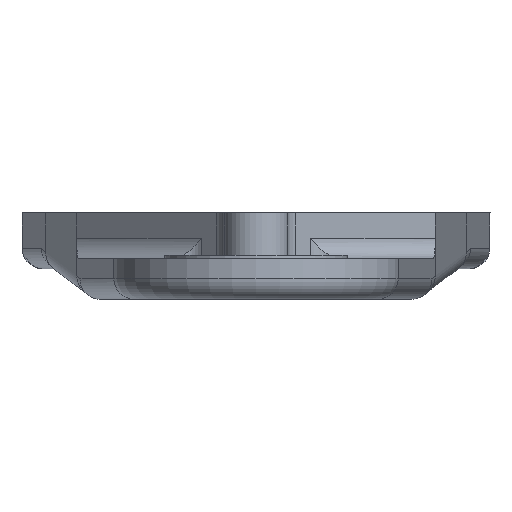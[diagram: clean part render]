
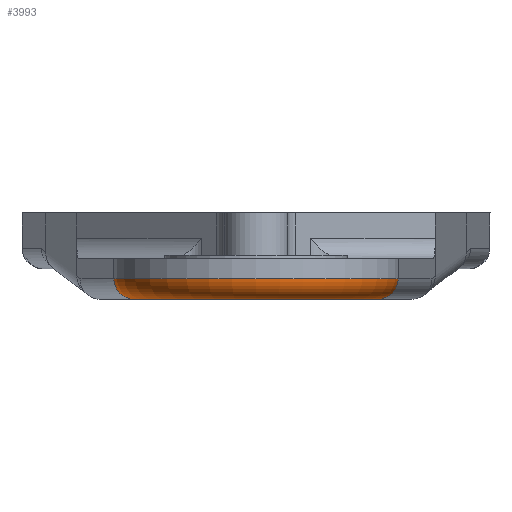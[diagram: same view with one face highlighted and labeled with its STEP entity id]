
A CAD part, front view. The second image highlights one B-rep face of the part: STEP entity #3993.
In plain terms, the highlighted toroidal (fillet/blend) face has major radius 12 mm and minor radius 2 mm.
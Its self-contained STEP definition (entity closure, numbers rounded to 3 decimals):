
#37=TOROIDAL_SURFACE('',#4546,12.,2.);
#994=FACE_OUTER_BOUND('',#1268,.T.);
#1268=EDGE_LOOP('',(#3706,#3707,#3708,#3709));
#1612=CIRCLE('',#4534,14.);
#1613=CIRCLE('',#4540,12.);
#1616=CIRCLE('',#4544,2.);
#1617=CIRCLE('',#4547,2.);
#1981=VERTEX_POINT('',#7439);
#1982=VERTEX_POINT('',#7440);
#1986=VERTEX_POINT('',#7456);
#1987=VERTEX_POINT('',#7458);
#2558=EDGE_CURVE('',#1981,#1982,#1612,.T.);
#2568=EDGE_CURVE('',#1987,#1986,#1613,.T.);
#2572=EDGE_CURVE('',#1986,#1981,#1616,.T.);
#2574=EDGE_CURVE('',#1987,#1982,#1617,.T.);
#3706=ORIENTED_EDGE('',*,*,#2572,.T.);
#3707=ORIENTED_EDGE('',*,*,#2558,.T.);
#3708=ORIENTED_EDGE('',*,*,#2574,.F.);
#3709=ORIENTED_EDGE('',*,*,#2568,.T.);
#3993=ADVANCED_FACE('',(#994),#37,.T.);
#4534=AXIS2_PLACEMENT_3D('',#7441,#5816,#5817);
#4540=AXIS2_PLACEMENT_3D('',#7459,#5835,#5836);
#4544=AXIS2_PLACEMENT_3D('',#7474,#5844,#5845);
#4546=AXIS2_PLACEMENT_3D('',#7476,#5848,#5849);
#4547=AXIS2_PLACEMENT_3D('',#7477,#5850,#5851);
#5816=DIRECTION('center_axis',(0.,0.,
-1.));
#5817=DIRECTION('ref_axis',(0.,-1.,0.));
#5835=DIRECTION('center_axis',(0.,0.,
1.));
#5836=DIRECTION('ref_axis',(0.,-1.,0.));
#5844=DIRECTION('center_axis',(-0.054,-0.999,0.));
#5845=DIRECTION('ref_axis',(0.,0.,
-1.));
#5848=DIRECTION('center_axis',(0.,0.,
1.));
#5849=DIRECTION('ref_axis',(1.,0.,0.));
#5850=DIRECTION('center_axis',(-0.054,0.999,0.));
#5851=DIRECTION('ref_axis',(0.,0.,
-1.));
#7439=CARTESIAN_POINT('',(13.98,-200.747,-19.923));
#7440=CARTESIAN_POINT('',(-13.98,-200.747,-19.923));
#7441=CARTESIAN_POINT('Origin',(0.,-199.996,
-19.923));
#7456=CARTESIAN_POINT('',(11.983,-200.64,-21.923));
#7458=CARTESIAN_POINT('',(-11.983,-200.64,-21.923));
#7459=CARTESIAN_POINT('Origin',(0.,-199.996,
-21.923));
#7474=CARTESIAN_POINT('Origin',(11.983,-200.64,-19.923));
#7476=CARTESIAN_POINT('Origin',(0.,-199.996,
-19.923));
#7477=CARTESIAN_POINT('Origin',(-11.983,-200.64,-19.923));
